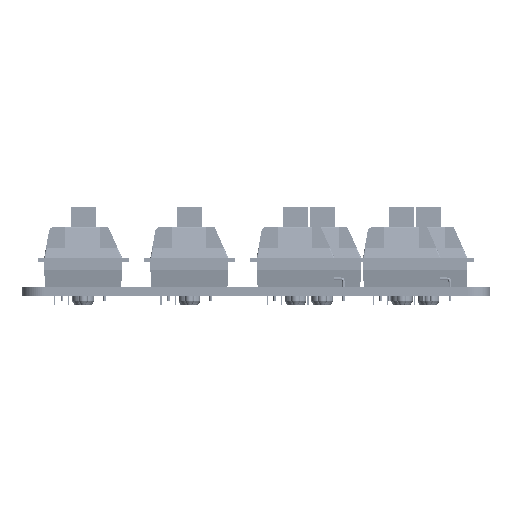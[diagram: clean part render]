
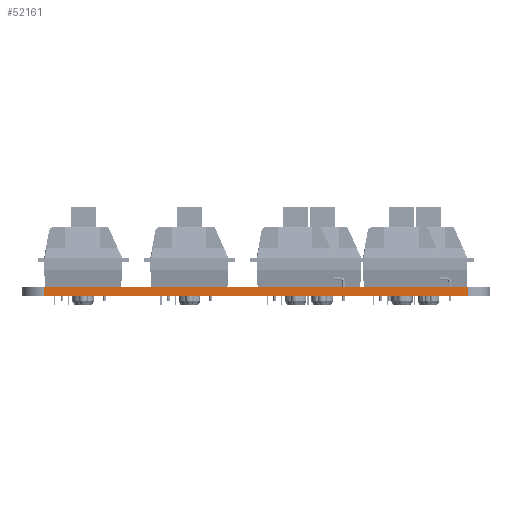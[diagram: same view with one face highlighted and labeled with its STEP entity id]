
A CAD part, left-side view. The second image highlights one B-rep face of the part: STEP entity #52161.
In plain terms, the highlighted planar face has unit normal (-1, 0, 0).
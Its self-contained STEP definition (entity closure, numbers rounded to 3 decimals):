
#10861 = PLANE('',#10862);
#10862 = AXIS2_PLACEMENT_3D('',#10863,#10864,#10865);
#10863 = CARTESIAN_POINT('',(-7.144,-11.906,1.6));
#10864 = DIRECTION('',(-0.,-0.,-1.));
#10865 = DIRECTION('',(-1.,0.,0.));
#10915 = PLANE('',#10916);
#10916 = AXIS2_PLACEMENT_3D('',#10917,#10918,#10919);
#10917 = CARTESIAN_POINT('',(-7.144,-11.906,0.));
#10918 = DIRECTION('',(-0.,-0.,-1.));
#10919 = DIRECTION('',(-1.,0.,0.));
#12368 = VERTEX_POINT('',#12369);
#12369 = CARTESIAN_POINT('',(-153.875,-49.863,0.));
#12383 = PLANE('',#12384);
#12384 = AXIS2_PLACEMENT_3D('',#12385,#12386,#12387);
#12385 = CARTESIAN_POINT('',(-153.856,-50.255,0.));
#12386 = DIRECTION('',(-0.999,-0.049,0.));
#12387 = DIRECTION('',(-0.049,0.999,0.));
#12395 = EDGE_CURVE('',#12368,#12396,#12398,.T.);
#12396 = VERTEX_POINT('',#12397);
#12397 = CARTESIAN_POINT('',(-153.875,26.05,0.));
#12398 = SURFACE_CURVE('',#12399,(#12403,#12410),.PCURVE_S1.);
#12399 = LINE('',#12400,#12401);
#12400 = CARTESIAN_POINT('',(-153.875,-49.863,0.));
#12401 = VECTOR('',#12402,1.);
#12402 = DIRECTION('',(0.,1.,0.));
#12403 = PCURVE('',#10915,#12404);
#12404 = DEFINITIONAL_REPRESENTATION('',(#12405),#12409);
#12405 = LINE('',#12406,#12407);
#12406 = CARTESIAN_POINT('',(146.731,-37.956));
#12407 = VECTOR('',#12408,1.);
#12408 = DIRECTION('',(0.,1.));
#12409 = ( GEOMETRIC_REPRESENTATION_CONTEXT(2) 
PARAMETRIC_REPRESENTATION_CONTEXT() REPRESENTATION_CONTEXT('2D SPACE',''
  ) );
#12410 = PCURVE('',#12411,#12416);
#12411 = PLANE('',#12412);
#12412 = AXIS2_PLACEMENT_3D('',#12413,#12414,#12415);
#12413 = CARTESIAN_POINT('',(-153.875,-49.863,0.));
#12414 = DIRECTION('',(-1.,0.,0.));
#12415 = DIRECTION('',(0.,1.,0.));
#12416 = DEFINITIONAL_REPRESENTATION('',(#12417),#12421);
#12417 = LINE('',#12418,#12419);
#12418 = CARTESIAN_POINT('',(0.,0.));
#12419 = VECTOR('',#12420,1.);
#12420 = DIRECTION('',(1.,0.));
#12421 = ( GEOMETRIC_REPRESENTATION_CONTEXT(2) 
PARAMETRIC_REPRESENTATION_CONTEXT() REPRESENTATION_CONTEXT('2D SPACE',''
  ) );
#12439 = PLANE('',#12440);
#12440 = AXIS2_PLACEMENT_3D('',#12441,#12442,#12443);
#12441 = CARTESIAN_POINT('',(-153.875,26.05,0.));
#12442 = DIRECTION('',(-0.999,0.049,0.));
#12443 = DIRECTION('',(0.049,0.999,0.));
#33823 = VERTEX_POINT('',#33824);
#33824 = CARTESIAN_POINT('',(-153.875,-49.863,1.6));
#33845 = EDGE_CURVE('',#33823,#33846,#33848,.T.);
#33846 = VERTEX_POINT('',#33847);
#33847 = CARTESIAN_POINT('',(-153.875,26.05,1.6));
#33848 = SURFACE_CURVE('',#33849,(#33853,#33860),.PCURVE_S1.);
#33849 = LINE('',#33850,#33851);
#33850 = CARTESIAN_POINT('',(-153.875,-49.863,1.6));
#33851 = VECTOR('',#33852,1.);
#33852 = DIRECTION('',(0.,1.,0.));
#33853 = PCURVE('',#10861,#33854);
#33854 = DEFINITIONAL_REPRESENTATION('',(#33855),#33859);
#33855 = LINE('',#33856,#33857);
#33856 = CARTESIAN_POINT('',(146.731,-37.956));
#33857 = VECTOR('',#33858,1.);
#33858 = DIRECTION('',(0.,1.));
#33859 = ( GEOMETRIC_REPRESENTATION_CONTEXT(2) 
PARAMETRIC_REPRESENTATION_CONTEXT() REPRESENTATION_CONTEXT('2D SPACE',''
  ) );
#33860 = PCURVE('',#12411,#33861);
#33861 = DEFINITIONAL_REPRESENTATION('',(#33862),#33866);
#33862 = LINE('',#33863,#33864);
#33863 = CARTESIAN_POINT('',(0.,-1.6));
#33864 = VECTOR('',#33865,1.);
#33865 = DIRECTION('',(1.,0.));
#33866 = ( GEOMETRIC_REPRESENTATION_CONTEXT(2) 
PARAMETRIC_REPRESENTATION_CONTEXT() REPRESENTATION_CONTEXT('2D SPACE',''
  ) );
#52111 = EDGE_CURVE('',#12396,#33846,#52112,.T.);
#52112 = SURFACE_CURVE('',#52113,(#52117,#52124),.PCURVE_S1.);
#52113 = LINE('',#52114,#52115);
#52114 = CARTESIAN_POINT('',(-153.875,26.05,0.));
#52115 = VECTOR('',#52116,1.);
#52116 = DIRECTION('',(0.,0.,1.));
#52117 = PCURVE('',#12439,#52118);
#52118 = DEFINITIONAL_REPRESENTATION('',(#52119),#52123);
#52119 = LINE('',#52120,#52121);
#52120 = CARTESIAN_POINT('',(0.,0.));
#52121 = VECTOR('',#52122,1.);
#52122 = DIRECTION('',(0.,-1.));
#52123 = ( GEOMETRIC_REPRESENTATION_CONTEXT(2) 
PARAMETRIC_REPRESENTATION_CONTEXT() REPRESENTATION_CONTEXT('2D SPACE',''
  ) );
#52124 = PCURVE('',#12411,#52125);
#52125 = DEFINITIONAL_REPRESENTATION('',(#52126),#52130);
#52126 = LINE('',#52127,#52128);
#52127 = CARTESIAN_POINT('',(75.913,0.));
#52128 = VECTOR('',#52129,1.);
#52129 = DIRECTION('',(0.,-1.));
#52130 = ( GEOMETRIC_REPRESENTATION_CONTEXT(2) 
PARAMETRIC_REPRESENTATION_CONTEXT() REPRESENTATION_CONTEXT('2D SPACE',''
  ) );
#52161 = ADVANCED_FACE('',(#52162),#12411,.T.);
#52162 = FACE_BOUND('',#52163,.T.);
#52163 = EDGE_LOOP('',(#52164,#52185,#52186,#52187));
#52164 = ORIENTED_EDGE('',*,*,#52165,.T.);
#52165 = EDGE_CURVE('',#12368,#33823,#52166,.T.);
#52166 = SURFACE_CURVE('',#52167,(#52171,#52178),.PCURVE_S1.);
#52167 = LINE('',#52168,#52169);
#52168 = CARTESIAN_POINT('',(-153.875,-49.863,0.));
#52169 = VECTOR('',#52170,1.);
#52170 = DIRECTION('',(0.,0.,1.));
#52171 = PCURVE('',#12411,#52172);
#52172 = DEFINITIONAL_REPRESENTATION('',(#52173),#52177);
#52173 = LINE('',#52174,#52175);
#52174 = CARTESIAN_POINT('',(0.,0.));
#52175 = VECTOR('',#52176,1.);
#52176 = DIRECTION('',(0.,-1.));
#52177 = ( GEOMETRIC_REPRESENTATION_CONTEXT(2) 
PARAMETRIC_REPRESENTATION_CONTEXT() REPRESENTATION_CONTEXT('2D SPACE',''
  ) );
#52178 = PCURVE('',#12383,#52179);
#52179 = DEFINITIONAL_REPRESENTATION('',(#52180),#52184);
#52180 = LINE('',#52181,#52182);
#52181 = CARTESIAN_POINT('',(0.393,0.));
#52182 = VECTOR('',#52183,1.);
#52183 = DIRECTION('',(0.,-1.));
#52184 = ( GEOMETRIC_REPRESENTATION_CONTEXT(2) 
PARAMETRIC_REPRESENTATION_CONTEXT() REPRESENTATION_CONTEXT('2D SPACE',''
  ) );
#52185 = ORIENTED_EDGE('',*,*,#33845,.T.);
#52186 = ORIENTED_EDGE('',*,*,#52111,.F.);
#52187 = ORIENTED_EDGE('',*,*,#12395,.F.);
